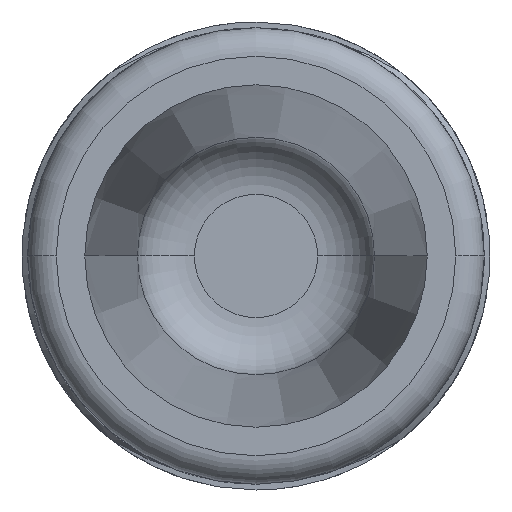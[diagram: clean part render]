
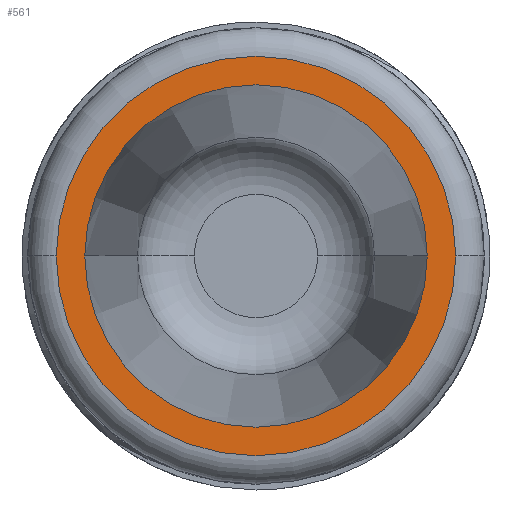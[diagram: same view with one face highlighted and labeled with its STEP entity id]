
A CAD part, front view. The second image highlights one B-rep face of the part: STEP entity #561.
In plain terms, the highlighted planar face has unit normal (0, -1, 0).
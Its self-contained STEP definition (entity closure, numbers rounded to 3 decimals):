
#2=CARTESIAN_POINT('',(0.,0.,0.));
#3=DIRECTION('',(0.,-1.,0.));
#4=DIRECTION('',(-1.,0.,0.));
#5=AXIS2_PLACEMENT_3D('',#2,#3,#4);
#7=CARTESIAN_POINT('',(0.,0.,0.));
#8=DIRECTION('',(0.,-1.,0.));
#9=DIRECTION('',(1.,0.,0.));
#10=AXIS2_PLACEMENT_3D('',#7,#8,#9);
#12=CARTESIAN_POINT('',(0.,0.,0.));
#13=DIRECTION('',(0.,1.,0.));
#14=DIRECTION('',(-1.,0.,0.));
#15=AXIS2_PLACEMENT_3D('',#12,#13,#14);
#17=CARTESIAN_POINT('',(0.,0.,0.));
#18=DIRECTION('',(0.,1.,0.));
#19=DIRECTION('',(1.,0.,0.));
#20=AXIS2_PLACEMENT_3D('',#17,#18,#19);
#482=CARTESIAN_POINT('',(-3.,0.,0.));
#483=CARTESIAN_POINT('',(3.,0.,0.));
#484=VERTEX_POINT('',#482);
#485=VERTEX_POINT('',#483);
#518=CARTESIAN_POINT('',(-3.5,0.,0.));
#520=VERTEX_POINT('',#518);
#522=CARTESIAN_POINT('',(3.5,0.,0.));
#524=VERTEX_POINT('',#522);
#544=CARTESIAN_POINT('',(0.,0.,0.));
#545=DIRECTION('',(0.,-1.,0.));
#546=DIRECTION('',(0.,0.,1.));
#547=AXIS2_PLACEMENT_3D('',#544,#545,#546);
#548=PLANE('',#547);
#550=ORIENTED_EDGE('',*,*,#549,.T.);
#552=ORIENTED_EDGE('',*,*,#551,.T.);
#553=EDGE_LOOP('',(#550,#552));
#554=FACE_OUTER_BOUND('',#553,.F.);
#556=ORIENTED_EDGE('',*,*,#555,.T.);
#558=ORIENTED_EDGE('',*,*,#557,.T.);
#559=EDGE_LOOP('',(#556,#558));
#560=FACE_BOUND('',#559,.F.);
#561=ADVANCED_FACE('',(#554,#560),#548,.T.);
#6=CIRCLE('',#5,3.);
#11=CIRCLE('',#10,3.);
#16=CIRCLE('',#15,3.5);
#21=CIRCLE('',#20,3.5);
#549=EDGE_CURVE('',#520,#524,#16,.T.);
#551=EDGE_CURVE('',#524,#520,#21,.T.);
#555=EDGE_CURVE('',#484,#485,#6,.T.);
#557=EDGE_CURVE('',#485,#484,#11,.T.);
